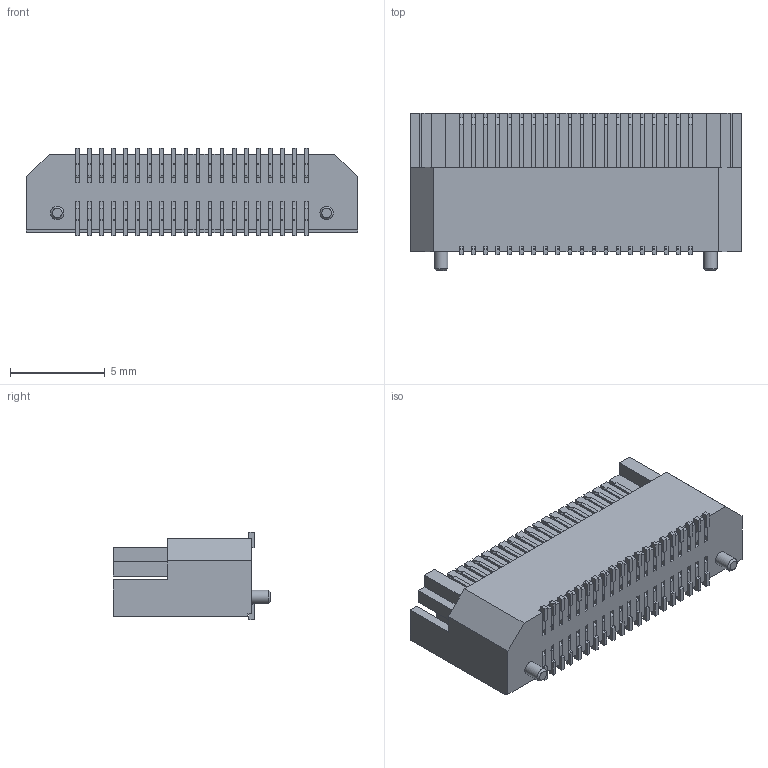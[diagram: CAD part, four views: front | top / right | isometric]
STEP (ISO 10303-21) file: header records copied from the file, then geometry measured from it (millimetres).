
FILE_DESCRIPTION(/* description */ ('STEP AP214'),/* implementation_level */ '2;1');
FILE_NAME(/* name */ 'LSS-120-02-F-DV-A',/* time_stamp */ '2023-05-27T17:29:13+02:00',/* author */ ('License CC BY-ND 4.0'),/* organization */ ('CADENAS'),/* preprocessor_version */ 'ST-DEVELOPER v19.3',/* originating_system */ 'PARTsolutions',/* authorisation */ ' ');
FILE_SCHEMA (('AUTOMOTIVE_DESIGN {1 0 10303 214 3 1 1}'));
Length unit declared in the file: millimetre
Products named in the file (3): LSS-120-02-F-DV-A; C-185-20-02; LSS-20-02-A-_socket
Assembly tree (2 placements, depth 2):
  LSS-120-02-F-DV-A
    C-185-20-02
    LSS-20-02-A-_socket
Bounding box: 17.45 x 8.3 x 4.6 mm (x, y, z)
Volume: 449.2 mm3; surface area: 1564.2 mm2
Topology: 2 solids, 2 shells, 1321 faces, 3942 edges, 2548 vertices
Faces by surface type: plane 1117, cylinder 202, cone 2
Full cylindrical faces by diameter (mm): 0.71 x2
Entity records: 43720 total; most frequent: ORIENTED_EDGE 7872, CARTESIAN_POINT 7806, DIRECTION 6990, EDGE_CURVE 3936, LINE 3530, VECTOR 3530, VERTEX_POINT 2546, AXIS2_PLACEMENT_3D 1730
